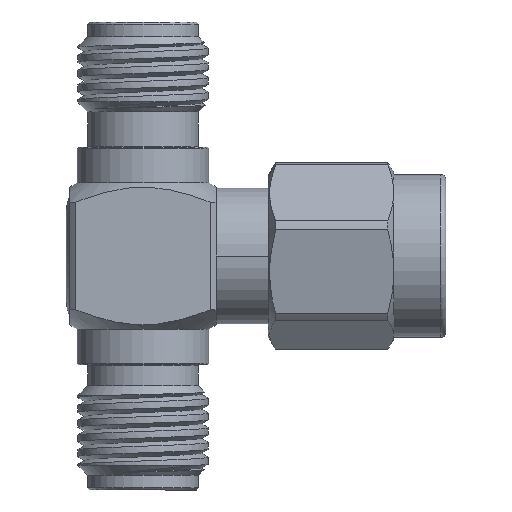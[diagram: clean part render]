
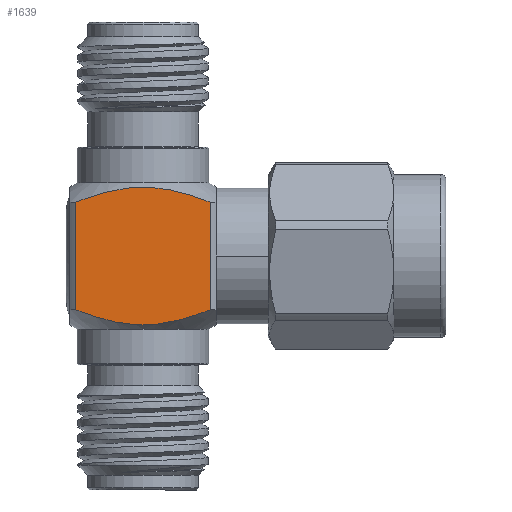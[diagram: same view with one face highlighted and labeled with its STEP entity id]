
A CAD part, left-side view. The second image highlights one B-rep face of the part: STEP entity #1639.
In plain terms, the highlighted planar face has unit normal (-1, 0, 0).
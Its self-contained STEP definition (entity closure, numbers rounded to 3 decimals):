
#103 = DIRECTION ( 'NONE',  ( 0., 1., 0. ) ) ;
#146 = ORIENTED_EDGE ( 'NONE', *, *, #988, .T. ) ;
#152 = EDGE_CURVE ( 'NONE', #2524, #6873, #2468, .T. ) ;
#273 = CARTESIAN_POINT ( 'NONE',  ( -3.5, -2.168, 14.158 ) ) ;
#338 = CARTESIAN_POINT ( 'NONE',  ( -3.5, 2.172, 8.243 ) ) ;
#639 = VERTEX_POINT ( 'NONE', #2983 ) ;
#850 = CARTESIAN_POINT ( 'NONE',  ( -3.5, -1.364, 14.354 ) ) ;
#988 = EDGE_CURVE ( 'NONE', #639, #3230, #3953, .T. ) ;
#1150 = EDGE_LOOP ( 'NONE', ( #4189, #3320, #146, #1631 ) ) ;
#1186 = DIRECTION ( 'NONE',  ( 0., 0., -1. ) ) ;
#1212 = CARTESIAN_POINT ( 'NONE',  ( -3.5, -3.5, 22.4 ) ) ;
#1614 = CARTESIAN_POINT ( 'NONE',  ( -3.5, 0.566, 14.497 ) ) ;
#1631 = ORIENTED_EDGE ( 'NONE', *, *, #2463, .T. ) ;
#1639 = ADVANCED_FACE ( 'NONE', ( #3372 ), #4936, .F. ) ;
#1736 = CARTESIAN_POINT ( 'NONE',  ( -3.5, -3.211, 8.624 ) ) ;
#1844 = CARTESIAN_POINT ( 'NONE',  ( -3.5, 1.107, 7.982 ) ) ;
#1880 = CARTESIAN_POINT ( 'NONE',  ( -3.5, -2.695, 13.978 ) ) ;
#1968 = CARTESIAN_POINT ( 'NONE',  ( -3.5, -3.211, 0. ) ) ;
#2299 = CARTESIAN_POINT ( 'NONE',  ( -3.5, 3.211, 13.776 ) ) ;
#2404 = CARTESIAN_POINT ( 'NONE',  ( -3.5, -0.545, 7.921 ) ) ;
#2437 = CARTESIAN_POINT ( 'NONE',  ( -3.5, -0.265, 7.902 ) ) ;
#2463 = EDGE_CURVE ( 'NONE', #3230, #2524, #4156, .T. ) ;
#2468 = B_SPLINE_CURVE_WITH_KNOTS ( 'NONE', 3,
 ( #5709, #1880, #273, #850, #3237, #3210, #5906, #1614, #2672, #4834, #3782, #6996 ),
 .UNSPECIFIED., .F., .F.,
 ( 4, 2, 2, 2, 2, 4 ),
 ( 0.004, 0.006, 0.006, 0.007, 0.009, 0.011 ),
 .UNSPECIFIED. ) ;
#2524 = VERTEX_POINT ( 'NONE', #5360 ) ;
#2672 = CARTESIAN_POINT ( 'NONE',  ( -3.5, 1.107, 14.418 ) ) ;
#2822 = CARTESIAN_POINT ( 'NONE',  ( -3.5, 3.211, 0. ) ) ;
#2918 = DIRECTION ( 'NONE',  ( 1., 0., 0. ) ) ;
#2983 = CARTESIAN_POINT ( 'NONE',  ( -3.5, 3.211, 8.624 ) ) ;
#2992 = DIRECTION ( 'NONE',  ( 0., 0., 1. ) ) ;
#3210 = CARTESIAN_POINT ( 'NONE',  ( -3.5, -0.545, 14.479 ) ) ;
#3230 = VERTEX_POINT ( 'NONE', #1736 ) ;
#3237 = CARTESIAN_POINT ( 'NONE',  ( -3.5, -1.093, 14.407 ) ) ;
#3320 = ORIENTED_EDGE ( 'NONE', *, *, #6626, .T. ) ;
#3372 = FACE_OUTER_BOUND ( 'NONE', #1150, .T. ) ;
#3501 = CARTESIAN_POINT ( 'NONE',  ( -3.5, -2.168, 8.242 ) ) ;
#3519 = VECTOR ( 'NONE', #1186, 1000. ) ;
#3543 = CARTESIAN_POINT ( 'NONE',  ( -3.5, 2.698, 8.424 ) ) ;
#3608 = VECTOR ( 'NONE', #2992, 1000. ) ;
#3782 = CARTESIAN_POINT ( 'NONE',  ( -3.5, 2.698, 13.976 ) ) ;
#3953 = B_SPLINE_CURVE_WITH_KNOTS ( 'NONE', 3,
 ( #5108, #3543, #338, #1844, #4004, #2437, #2404, #4569, #5141, #3501, #5666, #5701 ),
 .UNSPECIFIED., .F., .F.,
 ( 4, 2, 2, 2, 2, 4 ),
 ( 0.009, 0.011, 0.013, 0.014, 0.014, 0.016 ),
 .UNSPECIFIED. ) ;
#4004 = CARTESIAN_POINT ( 'NONE',  ( -3.5, 0.566, 7.903 ) ) ;
#4156 = LINE ( 'NONE', #1968, #3608 ) ;
#4189 = ORIENTED_EDGE ( 'NONE', *, *, #152, .T. ) ;
#4569 = CARTESIAN_POINT ( 'NONE',  ( -3.5, -1.093, 7.993 ) ) ;
#4834 = CARTESIAN_POINT ( 'NONE',  ( -3.5, 2.172, 14.157 ) ) ;
#4936 = PLANE ( 'NONE',  #6414 ) ;
#5108 = CARTESIAN_POINT ( 'NONE',  ( -3.5, 3.211, 8.624 ) ) ;
#5141 = CARTESIAN_POINT ( 'NONE',  ( -3.5, -1.364, 8.046 ) ) ;
#5360 = CARTESIAN_POINT ( 'NONE',  ( -3.5, -3.211, 13.776 ) ) ;
#5666 = CARTESIAN_POINT ( 'NONE',  ( -3.5, -2.695, 8.422 ) ) ;
#5701 = CARTESIAN_POINT ( 'NONE',  ( -3.5, -3.211, 8.624 ) ) ;
#5709 = CARTESIAN_POINT ( 'NONE',  ( -3.5, -3.211, 13.776 ) ) ;
#5906 = CARTESIAN_POINT ( 'NONE',  ( -3.5, -0.265, 14.498 ) ) ;
#6047 = LINE ( 'NONE', #2822, #3519 ) ;
#6414 = AXIS2_PLACEMENT_3D ( 'NONE', #1212, #2918, #103 ) ;
#6626 = EDGE_CURVE ( 'NONE', #6873, #639, #6047, .T. ) ;
#6873 = VERTEX_POINT ( 'NONE', #2299 ) ;
#6996 = CARTESIAN_POINT ( 'NONE',  ( -3.5, 3.211, 13.776 ) ) ;
